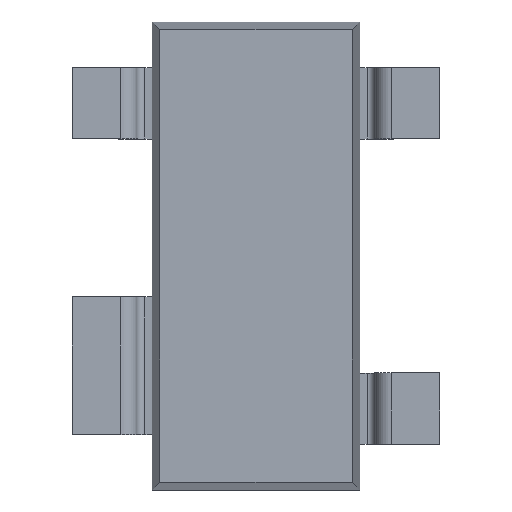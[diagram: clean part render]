
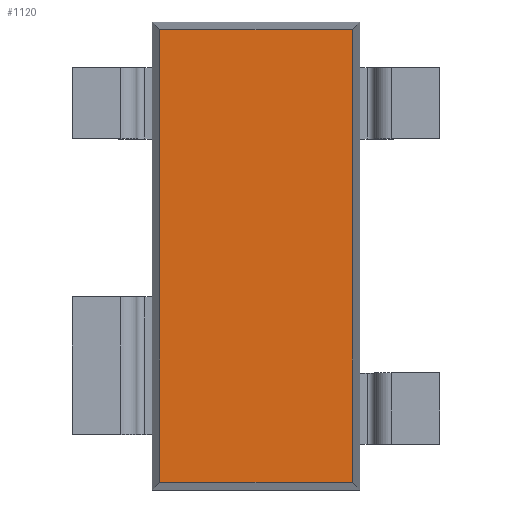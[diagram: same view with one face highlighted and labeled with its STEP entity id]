
A CAD part, top view. The second image highlights one B-rep face of the part: STEP entity #1120.
In plain terms, the highlighted planar face has unit normal (0, 0, 1).
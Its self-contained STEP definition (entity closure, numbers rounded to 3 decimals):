
#65=DIRECTION('',(1.,0.,0.));
#66=VECTOR('',#65,1.199);
#67=CARTESIAN_POINT('',(-0.6,-1.412,0.4));
#68=LINE('',#67,#66);
#149=DIRECTION('',(0.,-1.,0.));
#150=VECTOR('',#149,2.824);
#151=CARTESIAN_POINT('',(0.6,1.412,0.4));
#152=LINE('',#151,#150);
#153=DIRECTION('',(0.,-1.,0.));
#154=VECTOR('',#153,2.824);
#155=CARTESIAN_POINT('',(-0.6,1.412,0.4));
#156=LINE('',#155,#154);
#157=DIRECTION('',(1.,0.,0.));
#158=VECTOR('',#157,1.199);
#159=CARTESIAN_POINT('',(-0.6,1.412,0.4));
#160=LINE('',#159,#158);
#745=CARTESIAN_POINT('',(0.6,1.412,0.4));
#746=VERTEX_POINT('',#745);
#747=CARTESIAN_POINT('',(-0.6,1.412,0.4));
#748=VERTEX_POINT('',#747);
#749=CARTESIAN_POINT('',(0.6,-1.412,0.4));
#750=VERTEX_POINT('',#749);
#751=CARTESIAN_POINT('',(-0.6,-1.412,0.4));
#752=VERTEX_POINT('',#751);
#1109=CARTESIAN_POINT('',(-0.648,1.412,0.4));
#1110=DIRECTION('',(0.,0.,1.));
#1111=DIRECTION('',(0.,-1.,0.));
#1112=AXIS2_PLACEMENT_3D('',#1109,#1110,#1111);
#1113=PLANE('',#1112);
#1114=ORIENTED_EDGE('',*,*,#992,.T.);
#1115=ORIENTED_EDGE('',*,*,#1011,.F.);
#1116=ORIENTED_EDGE('',*,*,#1028,.F.);
#1117=ORIENTED_EDGE('',*,*,#1102,.T.);
#1118=EDGE_LOOP('',(#1114,#1115,#1116,#1117));
#1119=FACE_OUTER_BOUND('',#1118,.F.);
#992=EDGE_CURVE('',#746,#750,#152,.T.);
#1011=EDGE_CURVE('',#752,#750,#68,.T.);
#1028=EDGE_CURVE('',#748,#752,#156,.T.);
#1102=EDGE_CURVE('',#748,#746,#160,.T.);
#1120=ADVANCED_FACE('',(#1119),#1113,.T.);
